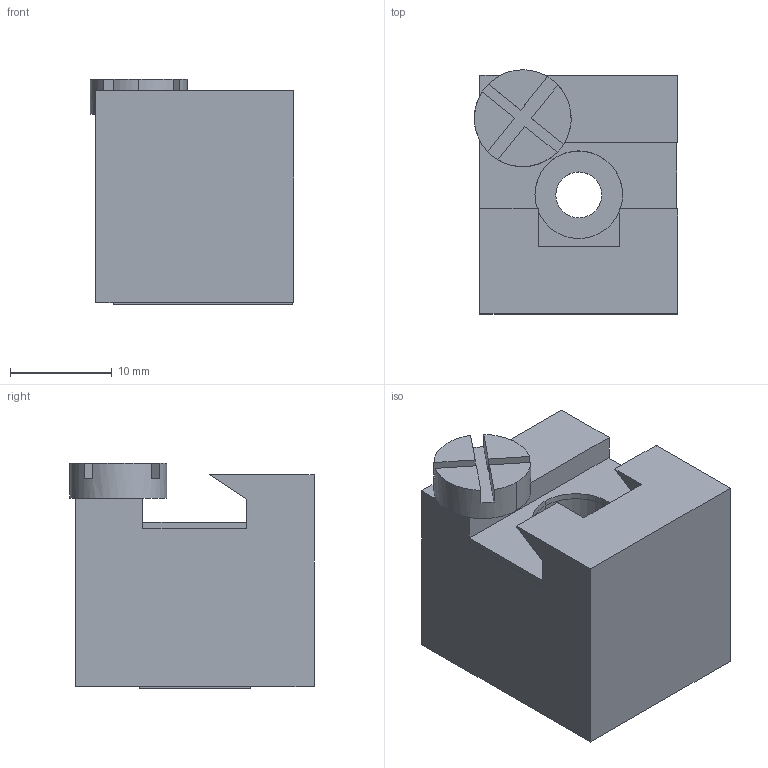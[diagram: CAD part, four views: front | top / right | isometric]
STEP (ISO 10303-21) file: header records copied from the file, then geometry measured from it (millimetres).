
FILE_DESCRIPTION(('STEP AP214'),'1');
FILE_NAME('cctmp_F3533E32-EFE9-47DC-94C9-388E092BB147_2023_07_24_22_14_45_0870..stp','2023-07-24T20:14:46',('SIEMENS A&D'),('CADClick - www.CADClick.com'),'Spatial InterOp 3D postprocessed',' ','unknown authorization');
FILE_SCHEMA(('AUTOMOTIVE_DESIGN'));
Length unit declared in the file: millimetre
Products named in the file (1): 2023_07_24_22_14_45_0870
Bounding box: 19.95 x 23.95 x 22.1 mm (x, y, z)
Volume: 7660.1 mm3; surface area: 3351.9 mm2
Topology: 1 solids, 1 shells, 59 faces, 152 edges, 98 vertices
Faces by surface type: plane 47, cylinder 12
Entity records: 1992 total; most frequent: CARTESIAN_POINT 310, DIRECTION 308, ORIENTED_EDGE 304, EDGE_CURVE 152, LINE 116, VECTOR 116, VERTEX_POINT 98, AXIS2_PLACEMENT_3D 96
